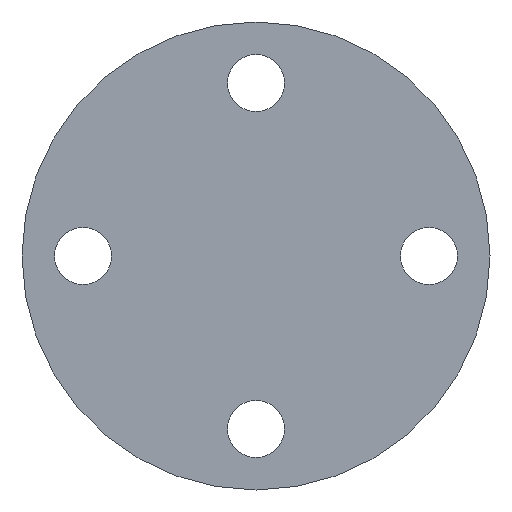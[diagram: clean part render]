
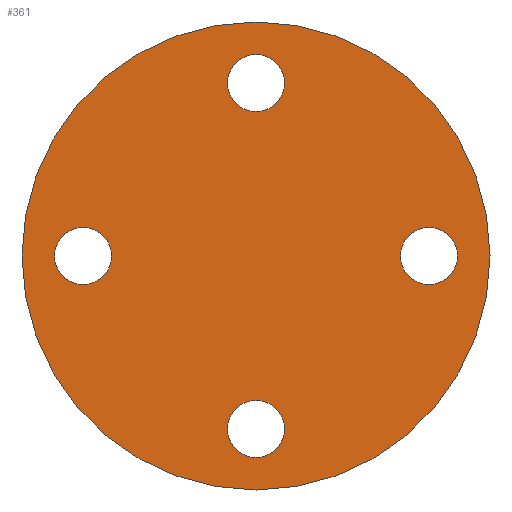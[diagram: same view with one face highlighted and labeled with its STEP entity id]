
A CAD part, front view. The second image highlights one B-rep face of the part: STEP entity #361.
In plain terms, the highlighted planar face has unit normal (0, -1, 0).
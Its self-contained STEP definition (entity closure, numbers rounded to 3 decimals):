
#2 = CARTESIAN_POINT ( 'NONE',  ( 42.5, 0., 0. ) ) ;
#8 = ORIENTED_EDGE ( 'NONE', *, *, #334, .F. ) ;
#22 = CIRCLE ( 'NONE', #240, 7. ) ;
#33 = DIRECTION ( 'NONE',  ( 0., 0., 1. ) ) ;
#34 = ORIENTED_EDGE ( 'NONE', *, *, #470, .F. ) ;
#37 = EDGE_LOOP ( 'NONE', ( #178, #287 ) ) ;
#41 = VERTEX_POINT ( 'NONE', #304 ) ;
#53 = CARTESIAN_POINT ( 'NONE',  ( 0., 0., 0. ) ) ;
#65 = CIRCLE ( 'NONE', #216, 7. ) ;
#73 = DIRECTION ( 'NONE',  ( 0., -1., 0. ) ) ;
#79 = DIRECTION ( 'NONE',  ( 0., -1., 0. ) ) ;
#80 = ORIENTED_EDGE ( 'NONE', *, *, #349, .F. ) ;
#81 = CARTESIAN_POINT ( 'NONE',  ( 0., 0., 42.5 ) ) ;
#92 = AXIS2_PLACEMENT_3D ( 'NONE', #53, #375, #445 ) ;
#99 = CARTESIAN_POINT ( 'NONE',  ( 42.5, 0., 0. ) ) ;
#103 = VERTEX_POINT ( 'NONE', #381 ) ;
#110 = AXIS2_PLACEMENT_3D ( 'NONE', #113, #186, #471 ) ;
#112 = EDGE_CURVE ( 'NONE', #262, #41, #411, .T. ) ;
#113 = CARTESIAN_POINT ( 'NONE',  ( -57.5, 0., 0. ) ) ;
#115 = FACE_BOUND ( 'NONE', #465, .T. ) ;
#116 = ORIENTED_EDGE ( 'NONE', *, *, #419, .F. ) ;
#123 = VERTEX_POINT ( 'NONE', #165 ) ;
#133 = CIRCLE ( 'NONE', #233, 57.5 ) ;
#137 = FACE_BOUND ( 'NONE', #261, .T. ) ;
#139 = DIRECTION ( 'NONE',  ( 0., -1., 0. ) ) ;
#143 = CARTESIAN_POINT ( 'NONE',  ( -42.5, 0., 0. ) ) ;
#145 = CARTESIAN_POINT ( 'NONE',  ( 0., 0., 0. ) ) ;
#147 = CIRCLE ( 'NONE', #407, 7. ) ;
#154 = CIRCLE ( 'NONE', #412, 7. ) ;
#156 = EDGE_LOOP ( 'NONE', ( #321, #439 ) ) ;
#165 = CARTESIAN_POINT ( 'NONE',  ( 0., 0., -35.5 ) ) ;
#178 = ORIENTED_EDGE ( 'NONE', *, *, #188, .F. ) ;
#186 = DIRECTION ( 'NONE',  ( 0., -1., 0. ) ) ;
#188 = EDGE_CURVE ( 'NONE', #228, #431, #65, .T. ) ;
#195 = AXIS2_PLACEMENT_3D ( 'NONE', #99, #247, #458 ) ;
#210 = CARTESIAN_POINT ( 'NONE',  ( 35.5, 0., 0. ) ) ;
#216 = AXIS2_PLACEMENT_3D ( 'NONE', #314, #457, #33 ) ;
#218 = CIRCLE ( 'NONE', #368, 7. ) ;
#221 = EDGE_CURVE ( 'NONE', #272, #103, #147, .T. ) ;
#223 = DIRECTION ( 'NONE',  ( 0., -1., 0. ) ) ;
#227 = CARTESIAN_POINT ( 'NONE',  ( 0., 0., 35.5 ) ) ;
#228 = VERTEX_POINT ( 'NONE', #258 ) ;
#231 = DIRECTION ( 'NONE',  ( 1., 0., 0. ) ) ;
#233 = AXIS2_PLACEMENT_3D ( 'NONE', #145, #462, #290 ) ;
#240 = AXIS2_PLACEMENT_3D ( 'NONE', #81, #73, #402 ) ;
#242 = EDGE_CURVE ( 'NONE', #123, #348, #455, .T. ) ;
#247 = DIRECTION ( 'NONE',  ( 0., -1., 0. ) ) ;
#255 = AXIS2_PLACEMENT_3D ( 'NONE', #430, #79, #440 ) ;
#258 = CARTESIAN_POINT ( 'NONE',  ( 0., 0., 49.5 ) ) ;
#261 = EDGE_LOOP ( 'NONE', ( #34, #468 ) ) ;
#262 = VERTEX_POINT ( 'NONE', #391 ) ;
#263 = CARTESIAN_POINT ( 'NONE',  ( -42.5, 0., 0. ) ) ;
#272 = VERTEX_POINT ( 'NONE', #354 ) ;
#283 = FACE_BOUND ( 'NONE', #37, .T. ) ;
#286 = CARTESIAN_POINT ( 'NONE',  ( 0., 0., -49.5 ) ) ;
#287 = ORIENTED_EDGE ( 'NONE', *, *, #429, .F. ) ;
#290 = DIRECTION ( 'NONE',  ( 0., 0., 1. ) ) ;
#294 = CARTESIAN_POINT ( 'NONE',  ( 49.5, 0., 0. ) ) ;
#301 = DIRECTION ( 'NONE',  ( 0., -1., 0. ) ) ;
#304 = CARTESIAN_POINT ( 'NONE',  ( 0., 0., -57.5 ) ) ;
#314 = CARTESIAN_POINT ( 'NONE',  ( 0., 0., 42.5 ) ) ;
#315 = DIRECTION ( 'NONE',  ( 0., -1., 0. ) ) ;
#321 = ORIENTED_EDGE ( 'NONE', *, *, #466, .F. ) ;
#334 = EDGE_CURVE ( 'NONE', #41, #262, #133, .T. ) ;
#346 = CARTESIAN_POINT ( 'NONE',  ( 0., 0., -42.5 ) ) ;
#348 = VERTEX_POINT ( 'NONE', #286 ) ;
#349 = EDGE_CURVE ( 'NONE', #355, #461, #390, .T. ) ;
#354 = CARTESIAN_POINT ( 'NONE',  ( -35.5, 0., 0. ) ) ;
#355 = VERTEX_POINT ( 'NONE', #210 ) ;
#357 = FACE_OUTER_BOUND ( 'NONE', #392, .T. ) ;
#361 = ADVANCED_FACE ( 'NONE', ( #137, #283, #115, #393, #357 ), #370, .T. ) ;
#368 = AXIS2_PLACEMENT_3D ( 'NONE', #2, #223, #231 ) ;
#370 = PLANE ( 'NONE',  #110 ) ;
#375 = DIRECTION ( 'NONE',  ( 0., 1., 0. ) ) ;
#381 = CARTESIAN_POINT ( 'NONE',  ( -49.5, 0., 0. ) ) ;
#386 = DIRECTION ( 'NONE',  ( -1., 0., 0. ) ) ;
#390 = CIRCLE ( 'NONE', #195, 7. ) ;
#391 = CARTESIAN_POINT ( 'NONE',  ( 0., 0., 57.5 ) ) ;
#392 = EDGE_LOOP ( 'NONE', ( #437, #8 ) ) ;
#393 = FACE_BOUND ( 'NONE', #156, .T. ) ;
#397 = DIRECTION ( 'NONE',  ( -1., 0., 0. ) ) ;
#402 = DIRECTION ( 'NONE',  ( 0., 0., 1. ) ) ;
#407 = AXIS2_PLACEMENT_3D ( 'NONE', #143, #315, #386 ) ;
#411 = CIRCLE ( 'NONE', #92, 57.5 ) ;
#412 = AXIS2_PLACEMENT_3D ( 'NONE', #263, #301, #397 ) ;
#419 = EDGE_CURVE ( 'NONE', #461, #355, #218, .T. ) ;
#420 = DIRECTION ( 'NONE',  ( 0., 0., -1. ) ) ;
#425 = CIRCLE ( 'NONE', #255, 7. ) ;
#428 = AXIS2_PLACEMENT_3D ( 'NONE', #346, #139, #420 ) ;
#429 = EDGE_CURVE ( 'NONE', #431, #228, #22, .T. ) ;
#430 = CARTESIAN_POINT ( 'NONE',  ( 0., 0., -42.5 ) ) ;
#431 = VERTEX_POINT ( 'NONE', #227 ) ;
#437 = ORIENTED_EDGE ( 'NONE', *, *, #112, .F. ) ;
#439 = ORIENTED_EDGE ( 'NONE', *, *, #242, .F. ) ;
#440 = DIRECTION ( 'NONE',  ( 0., 0., -1. ) ) ;
#445 = DIRECTION ( 'NONE',  ( 0., 0., 1. ) ) ;
#455 = CIRCLE ( 'NONE', #428, 7. ) ;
#457 = DIRECTION ( 'NONE',  ( 0., -1., 0. ) ) ;
#458 = DIRECTION ( 'NONE',  ( 1., 0., 0. ) ) ;
#461 = VERTEX_POINT ( 'NONE', #294 ) ;
#462 = DIRECTION ( 'NONE',  ( 0., 1., 0. ) ) ;
#465 = EDGE_LOOP ( 'NONE', ( #116, #80 ) ) ;
#466 = EDGE_CURVE ( 'NONE', #348, #123, #425, .T. ) ;
#468 = ORIENTED_EDGE ( 'NONE', *, *, #221, .F. ) ;
#470 = EDGE_CURVE ( 'NONE', #103, #272, #154, .T. ) ;
#471 = DIRECTION ( 'NONE',  ( 0., 0., -1. ) ) ;
